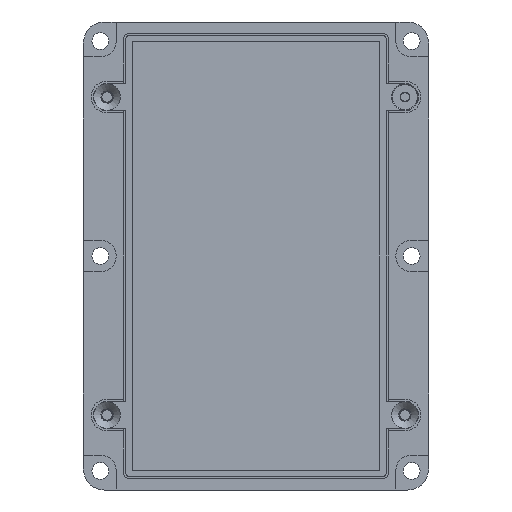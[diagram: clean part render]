
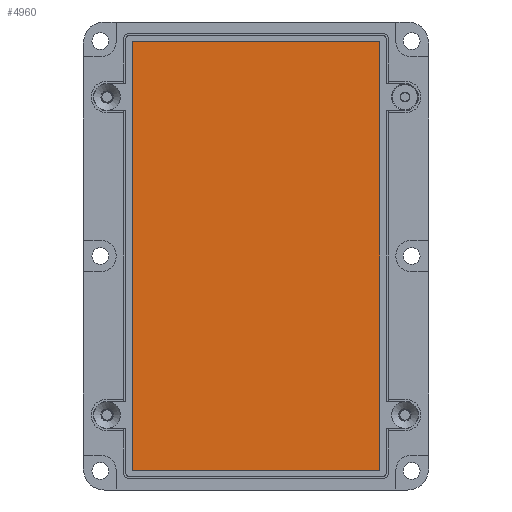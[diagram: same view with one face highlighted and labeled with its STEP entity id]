
A CAD part, front view. The second image highlights one B-rep face of the part: STEP entity #4960.
In plain terms, the highlighted planar face has unit normal (0, -1, 0).
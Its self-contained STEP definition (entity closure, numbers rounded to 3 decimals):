
#145=PLANE('',#5354);
#419=FACE_OUTER_BOUND('',#711,.T.);
#711=EDGE_LOOP('',(#4298,#4299,#4300,#4301,#4302,#4303,#4304,#4305));
#877=CIRCLE('',#5341,0.762);
#879=CIRCLE('',#5345,0.762);
#881=CIRCLE('',#5349,0.762);
#883=CIRCLE('',#5353,0.762);
#1380=LINE('',#14305,#1783);
#1384=LINE('',#14317,#1787);
#1388=LINE('',#14329,#1791);
#1392=LINE('',#14341,#1795);
#1783=VECTOR('',#6345,10.);
#1787=VECTOR('',#6357,10.);
#1791=VECTOR('',#6369,10.);
#1795=VECTOR('',#6381,10.);
#2277=VERTEX_POINT('',#14302);
#2278=VERTEX_POINT('',#14304);
#2280=VERTEX_POINT('',#14310);
#2282=VERTEX_POINT('',#14316);
#2284=VERTEX_POINT('',#14322);
#2286=VERTEX_POINT('',#14328);
#2288=VERTEX_POINT('',#14334);
#2290=VERTEX_POINT('',#14340);
#2958=EDGE_CURVE('',#2278,#2277,#1380,.T.);
#2961=EDGE_CURVE('',#2280,#2278,#877,.T.);
#2964=EDGE_CURVE('',#2282,#2280,#1384,.T.);
#2967=EDGE_CURVE('',#2284,#2282,#879,.T.);
#2970=EDGE_CURVE('',#2286,#2284,#1388,.T.);
#2973=EDGE_CURVE('',#2288,#2286,#881,.T.);
#2976=EDGE_CURVE('',#2290,#2288,#1392,.T.);
#2979=EDGE_CURVE('',#2277,#2290,#883,.T.);
#4298=ORIENTED_EDGE('',*,*,#2979,.T.);
#4299=ORIENTED_EDGE('',*,*,#2976,.T.);
#4300=ORIENTED_EDGE('',*,*,#2973,.T.);
#4301=ORIENTED_EDGE('',*,*,#2970,.T.);
#4302=ORIENTED_EDGE('',*,*,#2967,.T.);
#4303=ORIENTED_EDGE('',*,*,#2964,.T.);
#4304=ORIENTED_EDGE('',*,*,#2961,.T.);
#4305=ORIENTED_EDGE('',*,*,#2958,.T.);
#4960=ADVANCED_FACE('',(#419),#145,.T.);
#5341=AXIS2_PLACEMENT_3D('',#14311,#6351,#6352);
#5345=AXIS2_PLACEMENT_3D('',#14323,#6363,#6364);
#5349=AXIS2_PLACEMENT_3D('',#14335,#6375,#6376);
#5353=AXIS2_PLACEMENT_3D('',#14345,#6387,#6388);
#5354=AXIS2_PLACEMENT_3D('',#14346,#6389,#6390);
#6345=DIRECTION('',(0.,0.,-1.));
#6351=DIRECTION('center_axis',(0.,-1.,0.));
#6352=DIRECTION('ref_axis',(0.,0.,1.));
#6357=DIRECTION('',(-1.,0.,0.));
#6363=DIRECTION('center_axis',(0.,-1.,0.));
#6364=DIRECTION('ref_axis',(1.,0.,0.));
#6369=DIRECTION('',(0.,0.,1.));
#6375=DIRECTION('center_axis',(0.,-1.,0.));
#6376=DIRECTION('ref_axis',(0.,0.,-1.));
#6381=DIRECTION('',(1.,0.,0.));
#6387=DIRECTION('center_axis',(0.,-1.,0.));
#6388=DIRECTION('ref_axis',(-1.,0.,0.));
#6389=DIRECTION('center_axis',(0.,-1.,0.));
#6390=DIRECTION('ref_axis',(1.,0.,0.));
#14302=CARTESIAN_POINT('',(-31.218,-3.751,-52.11));
#14304=CARTESIAN_POINT('',(-31.218,-3.751,52.11));
#14305=CARTESIAN_POINT('',(-31.218,-3.751,52.11));
#14310=CARTESIAN_POINT('',(-30.456,-3.751,52.872));
#14311=CARTESIAN_POINT('Origin',(-30.456,-3.751,52.11));
#14316=CARTESIAN_POINT('',(30.456,-3.751,52.872));
#14317=CARTESIAN_POINT('',(30.456,-3.751,52.872));
#14322=CARTESIAN_POINT('',(31.218,-3.751,52.11));
#14323=CARTESIAN_POINT('Origin',(30.456,-3.751,52.11));
#14328=CARTESIAN_POINT('',(31.218,-3.751,-52.11));
#14329=CARTESIAN_POINT('',(31.218,-3.751,-52.11));
#14334=CARTESIAN_POINT('',(30.456,-3.751,-52.872));
#14335=CARTESIAN_POINT('Origin',(30.456,-3.751,-52.11));
#14340=CARTESIAN_POINT('',(-30.456,-3.751,-52.872));
#14341=CARTESIAN_POINT('',(-30.456,-3.751,-52.872));
#14345=CARTESIAN_POINT('Origin',(-30.456,-3.751,-52.11));
#14346=CARTESIAN_POINT('Origin',(0.,-3.751,0.));
